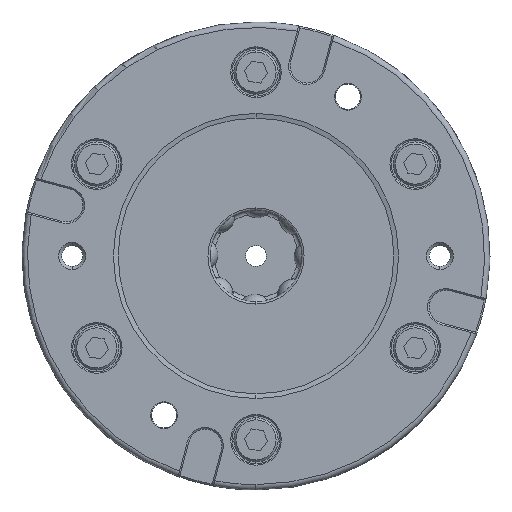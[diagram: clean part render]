
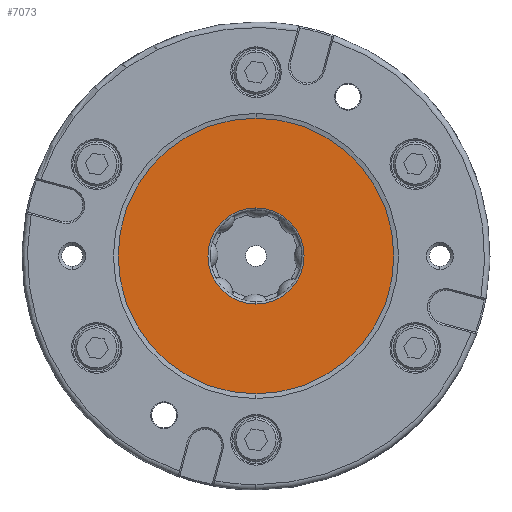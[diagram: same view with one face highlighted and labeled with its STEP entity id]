
A CAD part, front view. The second image highlights one B-rep face of the part: STEP entity #7073.
In plain terms, the highlighted planar face has unit normal (0, -1, 0).
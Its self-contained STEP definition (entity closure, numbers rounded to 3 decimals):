
#141 = ORIENTED_EDGE ( 'NONE', *, *, #17203, .F. ) ;
#640 = ORIENTED_EDGE ( 'NONE', *, *, #8090, .T. ) ;
#968 = DIRECTION ( 'NONE',  ( 0., 1., 0. ) ) ;
#1133 = EDGE_CURVE ( 'NONE', #11757, #13904, #14988, .T. ) ;
#1502 = DIRECTION ( 'NONE',  ( 0., 1., 0. ) ) ;
#1692 = CARTESIAN_POINT ( 'NONE',  ( 27.231, 13.86, 112. ) ) ;
#1794 = EDGE_LOOP ( 'NONE', ( #7661, #640 ) ) ;
#2345 = CARTESIAN_POINT ( 'NONE',  ( 27.231, 13.86, 112. ) ) ;
#2373 = CARTESIAN_POINT ( 'NONE',  ( -5.769, 13.86, 112. ) ) ;
#2818 = AXIS2_PLACEMENT_3D ( 'NONE', #2373, #5431, #6980 ) ;
#2917 = AXIS2_PLACEMENT_3D ( 'NONE', #9975, #10113, #5538 ) ;
#3202 = CIRCLE ( 'NONE', #9772, 11.5 ) ;
#4684 = CARTESIAN_POINT ( 'NONE',  ( 27.231, 13.86, 123.5 ) ) ;
#5431 = DIRECTION ( 'NONE',  ( 0., -1., 0. ) ) ;
#5538 = DIRECTION ( 'NONE',  ( 0., 0., 1. ) ) ;
#6731 = CIRCLE ( 'NONE', #10009, 33. ) ;
#6980 = DIRECTION ( 'NONE',  ( 0., 0., -1. ) ) ;
#7073 = ADVANCED_FACE ( 'NONE', ( #11759, #8681 ), #8711, .T. ) ;
#7083 = DIRECTION ( 'NONE',  ( 0., 0., 1. ) ) ;
#7661 = ORIENTED_EDGE ( 'NONE', *, *, #15324, .T. ) ;
#8090 = EDGE_CURVE ( 'NONE', #16869, #17694, #17880, .T. ) ;
#8193 = EDGE_LOOP ( 'NONE', ( #141, #16411 ) ) ;
#8681 = FACE_OUTER_BOUND ( 'NONE', #8193, .T. ) ;
#8711 = PLANE ( 'NONE',  #2818 ) ;
#9299 = DIRECTION ( 'NONE',  ( 0., 0., -1. ) ) ;
#9519 = AXIS2_PLACEMENT_3D ( 'NONE', #1692, #1502, #9299 ) ;
#9772 = AXIS2_PLACEMENT_3D ( 'NONE', #18017, #13487, #16362 ) ;
#9975 = CARTESIAN_POINT ( 'NONE',  ( 27.231, 13.86, 112. ) ) ;
#10009 = AXIS2_PLACEMENT_3D ( 'NONE', #2345, #968, #7083 ) ;
#10113 = DIRECTION ( 'NONE',  ( 0., 1., 0. ) ) ;
#11757 = VERTEX_POINT ( 'NONE', #14996 ) ;
#11759 = FACE_BOUND ( 'NONE', #1794, .T. ) ;
#13487 = DIRECTION ( 'NONE',  ( 0., 1., 0. ) ) ;
#13904 = VERTEX_POINT ( 'NONE', #16858 ) ;
#14988 = CIRCLE ( 'NONE', #2917, 33. ) ;
#14996 = CARTESIAN_POINT ( 'NONE',  ( 27.231, 13.86, 145. ) ) ;
#15324 = EDGE_CURVE ( 'NONE', #17694, #16869, #3202, .T. ) ;
#16362 = DIRECTION ( 'NONE',  ( 0., 0., -1. ) ) ;
#16411 = ORIENTED_EDGE ( 'NONE', *, *, #1133, .F. ) ;
#16858 = CARTESIAN_POINT ( 'NONE',  ( 27.231, 13.86, 79. ) ) ;
#16869 = VERTEX_POINT ( 'NONE', #4684 ) ;
#17203 = EDGE_CURVE ( 'NONE', #13904, #11757, #6731, .T. ) ;
#17694 = VERTEX_POINT ( 'NONE', #17964 ) ;
#17880 = CIRCLE ( 'NONE', #9519, 11.5 ) ;
#17964 = CARTESIAN_POINT ( 'NONE',  ( 27.231, 13.86, 100.5 ) ) ;
#18017 = CARTESIAN_POINT ( 'NONE',  ( 27.231, 13.86, 112. ) ) ;
